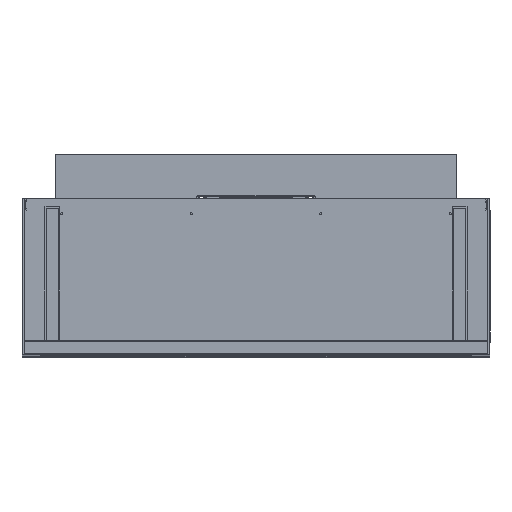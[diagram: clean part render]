
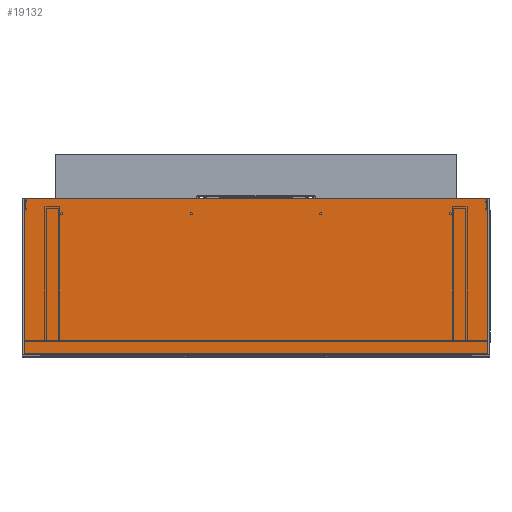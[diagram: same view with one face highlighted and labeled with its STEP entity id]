
A CAD part, top view. The second image highlights one B-rep face of the part: STEP entity #19132.
In plain terms, the highlighted face is planar.
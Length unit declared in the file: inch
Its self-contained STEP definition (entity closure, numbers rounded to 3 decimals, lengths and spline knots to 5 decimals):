
#2369=LINE('',#36115,#3754);
#2372=LINE('',#36120,#3757);
#2374=LINE('',#36124,#3759);
#2376=LINE('',#36127,#3761);
#3754=VECTOR('',#27062,39.37008);
#3757=VECTOR('',#27067,39.37008);
#3759=VECTOR('',#27071,39.37008);
#3761=VECTOR('',#27075,39.37008);
#4827=PLANE('',#22697);
#5542=FACE_BOUND('',#8029,.T.);
#5543=FACE_BOUND('',#8030,.T.);
#5544=FACE_BOUND('',#8031,.T.);
#5545=FACE_BOUND('',#8032,.T.);
#6470=FACE_OUTER_BOUND('',#8028,.T.);
#8028=EDGE_LOOP('',(#16470,#16471,#16472,#16473));
#8029=EDGE_LOOP('',(#16474));
#8030=EDGE_LOOP('',(#16475));
#8031=EDGE_LOOP('',(#16476));
#8032=EDGE_LOOP('',(#16477));
#8951=CIRCLE('',#22682,0.125);
#8953=CIRCLE('',#22685,0.125);
#8955=CIRCLE('',#22688,0.125);
#8957=CIRCLE('',#22691,0.125);
#10322=VERTEX_POINT('',#36086);
#10324=VERTEX_POINT('',#36091);
#10326=VERTEX_POINT('',#36096);
#10328=VERTEX_POINT('',#36101);
#10333=VERTEX_POINT('',#36113);
#10334=VERTEX_POINT('',#36114);
#10335=VERTEX_POINT('',#36119);
#10336=VERTEX_POINT('',#36123);
#12455=EDGE_CURVE('',#10322,#10322,#8951,.T.);
#12457=EDGE_CURVE('',#10324,#10324,#8953,.T.);
#12459=EDGE_CURVE('',#10326,#10326,#8955,.T.);
#12461=EDGE_CURVE('',#10328,#10328,#8957,.T.);
#12466=EDGE_CURVE('',#10333,#10334,#2369,.T.);
#12469=EDGE_CURVE('',#10334,#10335,#2372,.T.);
#12471=EDGE_CURVE('',#10336,#10335,#2374,.T.);
#12473=EDGE_CURVE('',#10333,#10336,#2376,.T.);
#16470=ORIENTED_EDGE('',*,*,#12471,.T.);
#16471=ORIENTED_EDGE('',*,*,#12469,.F.);
#16472=ORIENTED_EDGE('',*,*,#12466,.F.);
#16473=ORIENTED_EDGE('',*,*,#12473,.T.);
#16474=ORIENTED_EDGE('',*,*,#12455,.T.);
#16475=ORIENTED_EDGE('',*,*,#12457,.T.);
#16476=ORIENTED_EDGE('',*,*,#12459,.T.);
#16477=ORIENTED_EDGE('',*,*,#12461,.T.);
#19132=ADVANCED_FACE('',(#6470,#5542,#5543,#5544,#5545),#4827,.T.);
#22682=AXIS2_PLACEMENT_3D('',#36087,#27034,#27035);
#22685=AXIS2_PLACEMENT_3D('',#36092,#27040,#27041);
#22688=AXIS2_PLACEMENT_3D('',#36097,#27046,#27047);
#22691=AXIS2_PLACEMENT_3D('',#36102,#27052,#27053);
#22697=AXIS2_PLACEMENT_3D('',#36128,#27076,#27077);
#27034=DIRECTION('center_axis',(0.,1.,0.));
#27035=DIRECTION('ref_axis',(0.,0.,-1.));
#27040=DIRECTION('center_axis',(0.,1.,0.));
#27041=DIRECTION('ref_axis',(0.,0.,-1.));
#27046=DIRECTION('center_axis',(0.,1.,0.));
#27047=DIRECTION('ref_axis',(0.,0.,-1.));
#27052=DIRECTION('center_axis',(0.,1.,0.));
#27053=DIRECTION('ref_axis',(0.,0.,-1.));
#27062=DIRECTION('',(0.,0.,1.));
#27067=DIRECTION('',(1.,0.,0.));
#27071=DIRECTION('',(0.,0.,1.));
#27075=DIRECTION('',(1.,0.,0.));
#27076=DIRECTION('center_axis',(0.,-1.,0.));
#27077=DIRECTION('ref_axis',(0.,0.,-1.));
#36086=CARTESIAN_POINT('',(70.75,-0.25,16.75));
#36087=CARTESIAN_POINT('Origin',(70.75,-0.25,16.875));
#36091=CARTESIAN_POINT('',(86.25,-0.25,16.75));
#36092=CARTESIAN_POINT('Origin',(86.25,-0.25,16.875));
#36096=CARTESIAN_POINT('',(101.75,-0.25,16.75));
#36097=CARTESIAN_POINT('Origin',(101.75,-0.25,16.875));
#36101=CARTESIAN_POINT('',(117.25,-0.25,16.75));
#36102=CARTESIAN_POINT('Origin',(117.25,-0.25,16.875));
#36113=CARTESIAN_POINT('',(66.25,-0.25,0.));
#36114=CARTESIAN_POINT('',(66.25,-0.25,18.75));
#36115=CARTESIAN_POINT('',(66.25,-0.25,9.375));
#36119=CARTESIAN_POINT('',(121.75,-0.25,18.75));
#36120=CARTESIAN_POINT('',(94.,-0.25,18.75));
#36123=CARTESIAN_POINT('',(121.75,-0.25,0.));
#36124=CARTESIAN_POINT('',(121.75,-0.25,9.375));
#36127=CARTESIAN_POINT('',(94.,-0.25,0.));
#36128=CARTESIAN_POINT('Origin',(94.,-0.25,9.375));
